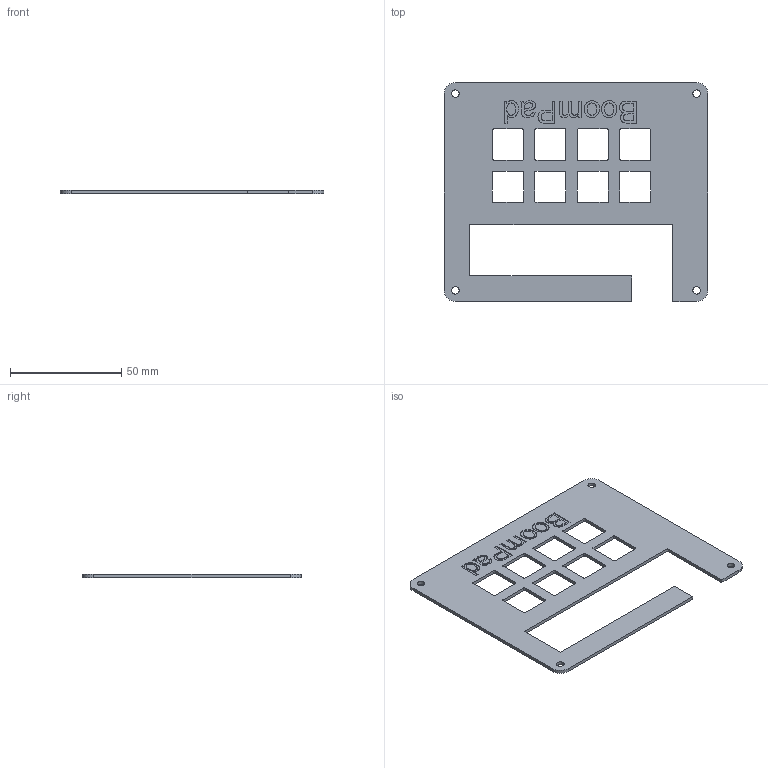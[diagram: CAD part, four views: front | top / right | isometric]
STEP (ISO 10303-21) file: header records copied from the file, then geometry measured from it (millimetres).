
FILE_DESCRIPTION(/* description */ (''),/* implementation_level */ '2;1');
FILE_NAME(/* name */ 'Top.step',/* time_stamp */ '2025-06-18T23:41:23+02:00',/* author */ (''),/* organization */ (''),/* preprocessor_version */ 'ST-DEVELOPER v20.1',/* originating_system */ 'Autodesk Translation Framework v14.10.0.0',/* authorisation */ '');
FILE_SCHEMA (('AUTOMOTIVE_DESIGN { 1 0 10303 214 3 1 1 }'));
Length unit declared in the file: millimetre
Products named in the file (1): CaseTop
Bounding box: 118.5 x 98.5 x 1.5 mm (x, y, z)
Volume: 11524.6 mm3; surface area: 17295.3 mm2
Topology: 1 solids, 1 shells, 271 faces, 765 edges, 510 vertices
Faces by surface type: bspline 136, plane 95, cylinder 40
Full cylindrical faces by diameter (mm): 3.4 x4
Entity records: 10100 total; most frequent: CARTESIAN_POINT 3859, ORIENTED_EDGE 1530, DIRECTION 845, EDGE_CURVE 765, VERTEX_POINT 510, LINE 413, VECTOR 413, EDGE_LOOP 309
